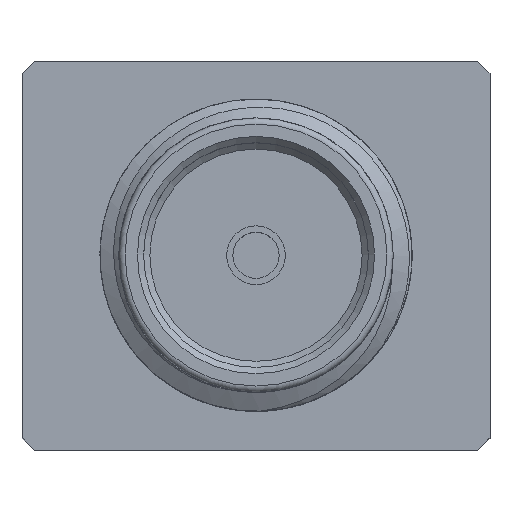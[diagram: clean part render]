
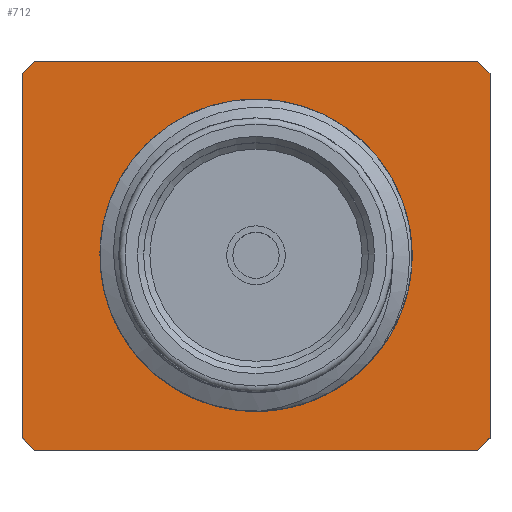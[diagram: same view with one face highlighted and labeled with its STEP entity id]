
A CAD part, top view. The second image highlights one B-rep face of the part: STEP entity #712.
In plain terms, the highlighted planar face has unit normal (0, 0, 1).
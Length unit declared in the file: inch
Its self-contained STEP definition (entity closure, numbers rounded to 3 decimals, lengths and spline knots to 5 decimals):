
#84 = DIRECTION ( 'NONE',  ( 0., -1., 0. ) ) ;
#108 = ORIENTED_EDGE ( 'NONE', *, *, #1565, .T. ) ;
#192 = DIRECTION ( 'NONE',  ( 0., 1., 0. ) ) ;
#211 = CARTESIAN_POINT ( 'NONE',  ( 0., 0., 0.065 ) ) ;
#216 = EDGE_CURVE ( 'NONE', #1520, #362, #974, .T. ) ;
#362 = VERTEX_POINT ( 'NONE', #1416 ) ;
#379 = VECTOR ( 'NONE', #1823, 39.37008 ) ;
#406 = CARTESIAN_POINT ( 'NONE',  ( -0.1774, -0.15591, 0.065 ) ) ;
#423 = VERTEX_POINT ( 'NONE', #691 ) ;
#457 = FACE_BOUND ( 'NONE', #2457, .T. ) ;
#467 = VERTEX_POINT ( 'NONE', #2017 ) ;
#479 = LINE ( 'NONE', #3538, #2594 ) ;
#658 = EDGE_CURVE ( 'NONE', #2400, #467, #3531, .T. ) ;
#666 = CARTESIAN_POINT ( 'NONE',  ( -0.1874, -0.15591, 0.065 ) ) ;
#671 = EDGE_CURVE ( 'NONE', #2872, #2872, #901, .T. ) ;
#691 = CARTESIAN_POINT ( 'NONE',  ( -0.1774, 0.15591, 0.065 ) ) ;
#712 = ADVANCED_FACE ( 'NONE', ( #457, #1280 ), #1012, .F. ) ;
#723 = AXIS2_PLACEMENT_3D ( 'NONE', #759, #2677, #3493 ) ;
#759 = CARTESIAN_POINT ( 'NONE',  ( 0., 0., 0.065 ) ) ;
#813 = LINE ( 'NONE', #1141, #1031 ) ;
#901 = CIRCLE ( 'NONE', #723, 0.11989 ) ;
#948 = CARTESIAN_POINT ( 'NONE',  ( 0.1774, 0.15591, 0.065 ) ) ;
#954 = LINE ( 'NONE', #666, #1310 ) ;
#963 = DIRECTION ( 'NONE',  ( 0.707, -0.707, 0. ) ) ;
#964 = EDGE_CURVE ( 'NONE', #423, #2929, #813, .T. ) ;
#974 = LINE ( 'NONE', #2348, #379 ) ;
#988 = CARTESIAN_POINT ( 'NONE',  ( 0.1874, -0.14591, 0.065 ) ) ;
#999 = ORIENTED_EDGE ( 'NONE', *, *, #671, .T. ) ;
#1012 = PLANE ( 'NONE',  #1146 ) ;
#1031 = VECTOR ( 'NONE', #3007, 39.37008 ) ;
#1052 = CARTESIAN_POINT ( 'NONE',  ( 0.1874, -0.15591, 0.065 ) ) ;
#1141 = CARTESIAN_POINT ( 'NONE',  ( -0.1874, 0.14591, 0.065 ) ) ;
#1146 = AXIS2_PLACEMENT_3D ( 'NONE', #211, #2662, #2136 ) ;
#1280 = FACE_OUTER_BOUND ( 'NONE', #1916, .T. ) ;
#1286 = LINE ( 'NONE', #2960, #3456 ) ;
#1310 = VECTOR ( 'NONE', #84, 39.37008 ) ;
#1416 = CARTESIAN_POINT ( 'NONE',  ( 0.1774, -0.15591, 0.065 ) ) ;
#1520 = VERTEX_POINT ( 'NONE', #2376 ) ;
#1552 = ORIENTED_EDGE ( 'NONE', *, *, #3226, .T. ) ;
#1565 = EDGE_CURVE ( 'NONE', #467, #2430, #479, .T. ) ;
#1569 = ORIENTED_EDGE ( 'NONE', *, *, #2858, .T. ) ;
#1661 = VECTOR ( 'NONE', #2345, 39.37008 ) ;
#1790 = VECTOR ( 'NONE', #963, 39.37008 ) ;
#1823 = DIRECTION ( 'NONE',  ( 1., 0., 0. ) ) ;
#1916 = EDGE_LOOP ( 'NONE', ( #1552, #2531, #1569, #2476, #3231, #2983, #2571, #108 ) ) ;
#2017 = CARTESIAN_POINT ( 'NONE',  ( 0.1874, 0.14591, 0.065 ) ) ;
#2026 = CARTESIAN_POINT ( 'NONE',  ( -0.1874, -0.14591, 0.065 ) ) ;
#2136 = DIRECTION ( 'NONE',  ( 0., -1., 0. ) ) ;
#2145 = DIRECTION ( 'NONE',  ( -1., 0., 0. ) ) ;
#2345 = DIRECTION ( 'NONE',  ( 0.707, 0.707, 0. ) ) ;
#2348 = CARTESIAN_POINT ( 'NONE',  ( -0.1874, -0.15591, 0.065 ) ) ;
#2363 = LINE ( 'NONE', #988, #1661 ) ;
#2376 = CARTESIAN_POINT ( 'NONE',  ( -0.1774, -0.15591, 0.065 ) ) ;
#2400 = VERTEX_POINT ( 'NONE', #3322 ) ;
#2430 = VERTEX_POINT ( 'NONE', #948 ) ;
#2456 = VECTOR ( 'NONE', #192, 39.37008 ) ;
#2457 = EDGE_LOOP ( 'NONE', ( #999 ) ) ;
#2476 = ORIENTED_EDGE ( 'NONE', *, *, #2598, .T. ) ;
#2531 = ORIENTED_EDGE ( 'NONE', *, *, #964, .T. ) ;
#2571 = ORIENTED_EDGE ( 'NONE', *, *, #658, .T. ) ;
#2594 = VECTOR ( 'NONE', #3500, 39.37008 ) ;
#2598 = EDGE_CURVE ( 'NONE', #2866, #1520, #3152, .T. ) ;
#2620 = CARTESIAN_POINT ( 'NONE',  ( -0.1874, 0.14591, 0.065 ) ) ;
#2662 = DIRECTION ( 'NONE',  ( 0., 0., -1. ) ) ;
#2677 = DIRECTION ( 'NONE',  ( 0., 0., -1. ) ) ;
#2858 = EDGE_CURVE ( 'NONE', #2929, #2866, #954, .T. ) ;
#2866 = VERTEX_POINT ( 'NONE', #2026 ) ;
#2872 = VERTEX_POINT ( 'NONE', #3447 ) ;
#2929 = VERTEX_POINT ( 'NONE', #2620 ) ;
#2960 = CARTESIAN_POINT ( 'NONE',  ( -0.1874, 0.15591, 0.065 ) ) ;
#2983 = ORIENTED_EDGE ( 'NONE', *, *, #3001, .T. ) ;
#3001 = EDGE_CURVE ( 'NONE', #362, #2400, #2363, .T. ) ;
#3007 = DIRECTION ( 'NONE',  ( -0.707, -0.707, 0. ) ) ;
#3152 = LINE ( 'NONE', #406, #1790 ) ;
#3226 = EDGE_CURVE ( 'NONE', #2430, #423, #1286, .T. ) ;
#3231 = ORIENTED_EDGE ( 'NONE', *, *, #216, .T. ) ;
#3322 = CARTESIAN_POINT ( 'NONE',  ( 0.1874, -0.14591, 0.065 ) ) ;
#3447 = CARTESIAN_POINT ( 'NONE',  ( -0.11989, 0., 0.065 ) ) ;
#3456 = VECTOR ( 'NONE', #2145, 39.37008 ) ;
#3493 = DIRECTION ( 'NONE',  ( -1., 0., 0. ) ) ;
#3500 = DIRECTION ( 'NONE',  ( -0.707, 0.707, 0. ) ) ;
#3531 = LINE ( 'NONE', #1052, #2456 ) ;
#3538 = CARTESIAN_POINT ( 'NONE',  ( 0.1774, 0.15591, 0.065 ) ) ;
